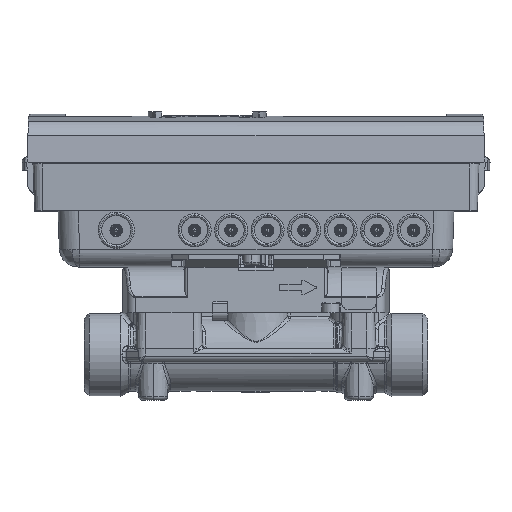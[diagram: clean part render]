
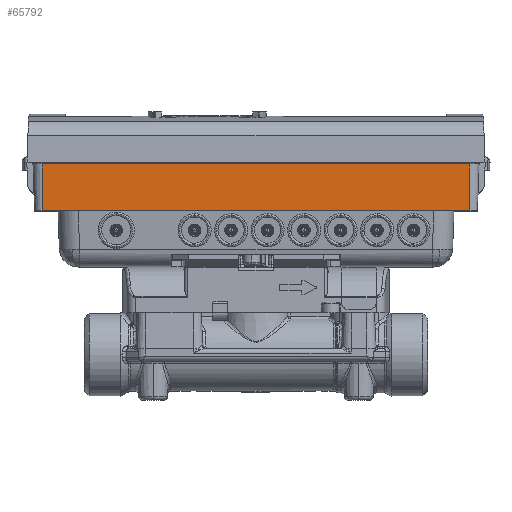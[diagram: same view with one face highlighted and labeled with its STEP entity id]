
A CAD part, top view. The second image highlights one B-rep face of the part: STEP entity #65792.
In plain terms, the highlighted planar face has unit normal (0, -0.035, 0.999).
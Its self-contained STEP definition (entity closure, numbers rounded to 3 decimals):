
#1688 = CARTESIAN_POINT ( 'NONE',  ( 68.5, 46.1, 41.976 ) ) ;
#12472 = DIRECTION ( 'NONE',  ( 1., 0., 0. ) ) ;
#15674 = DIRECTION ( 'NONE',  ( 0., -0.999, -0.035 ) ) ;
#22810 = DIRECTION ( 'NONE',  ( 0., -0.999, -0.035 ) ) ;
#24288 = LINE ( 'NONE', #115957, #96618 ) ;
#26619 = LINE ( 'NONE', #69950, #48735 ) ;
#28753 = VERTEX_POINT ( 'NONE', #81442 ) ;
#29345 = CARTESIAN_POINT ( 'NONE',  ( -68.5, 61.1, 42.5 ) ) ;
#34034 = FACE_OUTER_BOUND ( 'NONE', #62615, .T. ) ;
#36645 = DIRECTION ( 'NONE',  ( 0., -0.999, -0.035 ) ) ;
#38996 = ORIENTED_EDGE ( 'NONE', *, *, #68385, .T. ) ;
#47494 = EDGE_CURVE ( 'NONE', #28753, #64105, #24288, .T. ) ;
#48735 = VECTOR ( 'NONE', #22810, 1000. ) ;
#49850 = VERTEX_POINT ( 'NONE', #117367 ) ;
#54140 = VECTOR ( 'NONE', #101883, 1000. ) ;
#54222 = LINE ( 'NONE', #111605, #73438 ) ;
#57826 = ORIENTED_EDGE ( 'NONE', *, *, #119355, .T. ) ;
#59531 = ORIENTED_EDGE ( 'NONE', *, *, #47494, .T. ) ;
#60166 = AXIS2_PLACEMENT_3D ( 'NONE', #81349, #72320, #15674 ) ;
#62615 = EDGE_LOOP ( 'NONE', ( #59531, #79490, #38996, #57826 ) ) ;
#64105 = VERTEX_POINT ( 'NONE', #1688 ) ;
#65792 = ADVANCED_FACE ( 'NONE', ( #34034 ), #119129, .T. ) ;
#68385 = EDGE_CURVE ( 'NONE', #49850, #77975, #76313, .T. ) ;
#69950 = CARTESIAN_POINT ( 'NONE',  ( 68.5, 499059.4, 17467.905 ) ) ;
#72320 = DIRECTION ( 'NONE',  ( 0., -0.035, 0.999 ) ) ;
#73438 = VECTOR ( 'NONE', #36645, 1000. ) ;
#76313 = LINE ( 'NONE', #29345, #54140 ) ;
#77975 = VERTEX_POINT ( 'NONE', #117073 ) ;
#79490 = ORIENTED_EDGE ( 'NONE', *, *, #97925, .F. ) ;
#81349 = CARTESIAN_POINT ( 'NONE',  ( -68.5, 61.1, 42.5 ) ) ;
#81442 = CARTESIAN_POINT ( 'NONE',  ( -68.5, 46.1, 41.976 ) ) ;
#96618 = VECTOR ( 'NONE', #12472, 1000. ) ;
#97925 = EDGE_CURVE ( 'NONE', #49850, #64105, #26619, .T. ) ;
#101883 = DIRECTION ( 'NONE',  ( -1., 0., 0. ) ) ;
#111605 = CARTESIAN_POINT ( 'NONE',  ( -68.5, 61.1, 42.5 ) ) ;
#115957 = CARTESIAN_POINT ( 'NONE',  ( -68.5, 46.1, 41.976 ) ) ;
#117073 = CARTESIAN_POINT ( 'NONE',  ( -68.5, 61.1, 42.5 ) ) ;
#117367 = CARTESIAN_POINT ( 'NONE',  ( 68.5, 61.1, 42.5 ) ) ;
#119129 = PLANE ( 'NONE',  #60166 ) ;
#119355 = EDGE_CURVE ( 'NONE', #77975, #28753, #54222, .T. ) ;
